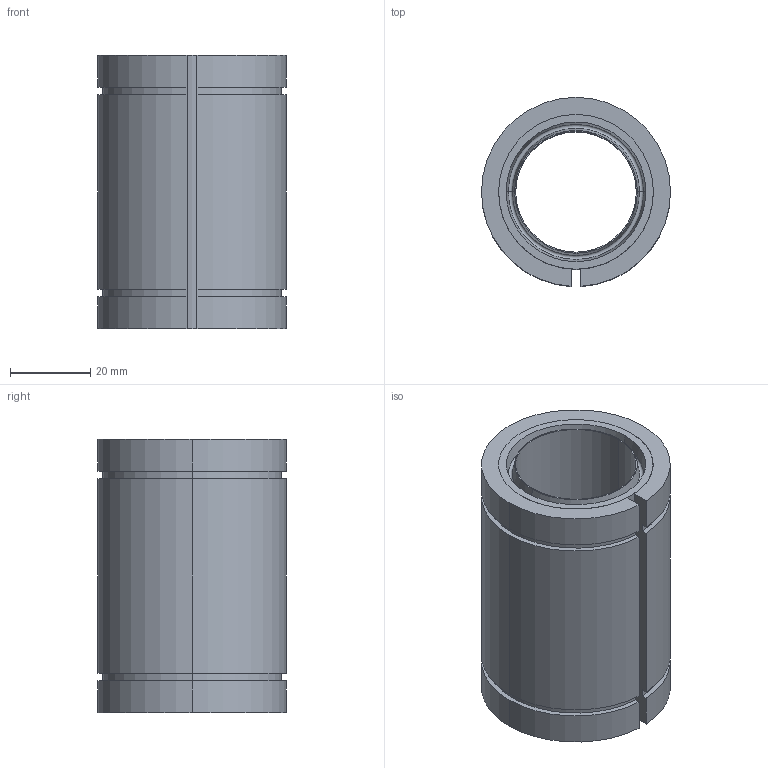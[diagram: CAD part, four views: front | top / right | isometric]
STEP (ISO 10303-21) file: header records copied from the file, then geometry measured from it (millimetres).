
FILE_DESCRIPTION (( 'STEP AP214' ), '1' );
FILE_NAME ('LAG-30-2RS-47-068-ltk.step', '2020-09-10T11:27:45', ( '' ), ( '' ), 'SwSTEP 2.0', 'SolidWorks 2010', '' );
FILE_SCHEMA (( 'AUTOMOTIVE_DESIGN' ));
Length unit declared in the file: millimetre
Products named in the file (1): LAG-30-2RS-47-068-ltk
Bounding box: 47 x 46.97 x 68 mm (x, y, z)
Volume: 67516.4 mm3; surface area: 36957.6 mm2
Topology: 2 solids, 2 shells, 46 faces, 112 edges, 72 vertices
Faces by surface type: cylinder 22, plane 12, cone 8, torus 4
Entity records: 1643 total; most frequent: DIRECTION 270, CARTESIAN_POINT 231, ORIENTED_EDGE 224, EDGE_CURVE 112, AXIS2_PLACEMENT_3D 111, VERTEX_POINT 72, CIRCLE 64, EDGE_LOOP 50
